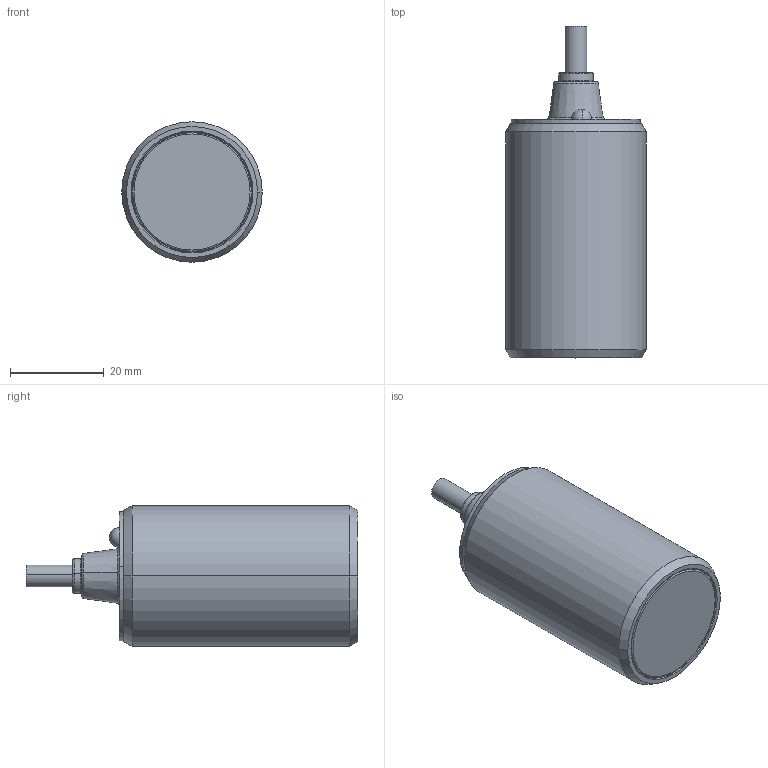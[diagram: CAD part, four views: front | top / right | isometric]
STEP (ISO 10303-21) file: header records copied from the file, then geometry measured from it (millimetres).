
FILE_DESCRIPTION((''),'2;1');
FILE_NAME('DM_CAD-6683_SW0001','2019-08-14T09:40:19',('creinig-se'),(''),'CREO PARAMETRIC BY PTC INC, 2018420','CREO PARAMETRIC BY PTC INC, 2018420','');
FILE_SCHEMA(('CONFIG_CONTROL_DESIGN','SHAPE_APPEARANCE_LAYERS_GROUPS'));
Length unit declared in the file: millimetre
Products named in the file (1): DM_CAD-6683_SW0001
Bounding box: 30 x 70.9 x 30 mm (x, y, z)
Volume: 36724.5 mm3; surface area: 6603 mm2
Topology: 1 solids, 1 shells, 53 faces, 174 edges, 178 vertices
Faces by surface type: plane 20, torus 13, cylinder 10, cone 8, sphere 2
Entity records: 2428 total; most frequent: DIRECTION 371, CARTESIAN_POINT 310, ORIENTED_EDGE 242, AXIS2_PLACEMENT_3D 147, EDGE_CURVE 121, PRESENTATION_STYLE_ASSIGNMENT 105, STYLED_ITEM 105, CIRCLE 93
